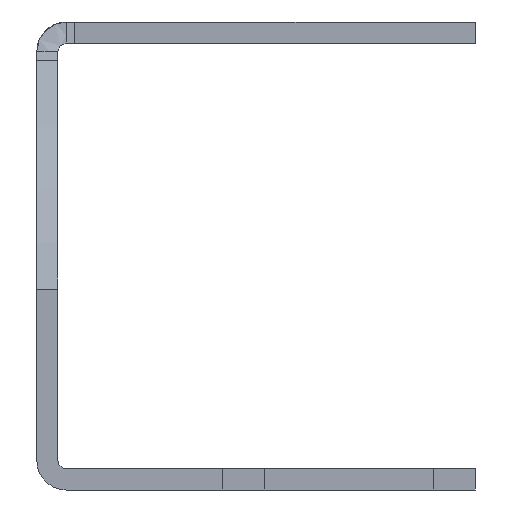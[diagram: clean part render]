
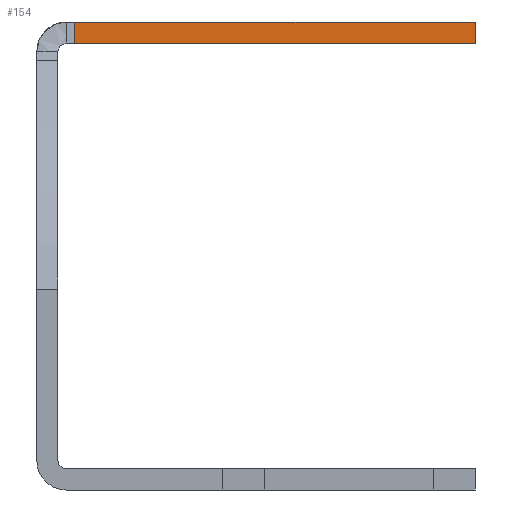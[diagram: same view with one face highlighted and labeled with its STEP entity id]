
A CAD part, left-side view. The second image highlights one B-rep face of the part: STEP entity #154.
In plain terms, the highlighted planar face has unit normal (-1, 0, 0).
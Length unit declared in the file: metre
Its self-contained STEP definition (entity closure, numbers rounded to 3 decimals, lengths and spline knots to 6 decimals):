
#154=ADVANCED_FACE('0:712',(#564),#565,.T.);
#564=FACE_OUTER_BOUND('',#1266,.T.);
#565=PLANE('',#1267);
#1266=EDGE_LOOP('',(#2692,#2693,#2694,#2695));
#1267=AXIS2_PLACEMENT_3D('',#2696,#2697,#2698);
#2692=ORIENTED_EDGE('',*,*,#4583,.F.);
#2693=ORIENTED_EDGE('',*,*,#4706,.T.);
#2694=ORIENTED_EDGE('',*,*,#4707,.T.);
#2695=ORIENTED_EDGE('',*,*,#4515,.F.);
#2696=CARTESIAN_POINT('',(0.025683,0.,0.0505));
#2697=DIRECTION('',(-1.0,0.0,0.0));
#2698=DIRECTION('',(0.0,0.,1.));
#4515=EDGE_CURVE('0:2716',#5496,#5498,#5499,.T.);
#4583=EDGE_CURVE('0:2722',#5629,#5496,#5631,.T.);
#4706=EDGE_CURVE('0:2725',#5629,#5814,#5815,.T.);
#4707=EDGE_CURVE('0:2728',#5814,#5498,#5816,.T.);
#5496=VERTEX_POINT('',#6975);
#5498=VERTEX_POINT('',#6978);
#5499=LINE('',#6979,#6980);
#5629=VERTEX_POINT('',#7174);
#5631=LINE('',#7177,#7178);
#5814=VERTEX_POINT('',#7481);
#5815=LINE('',#7482,#7483);
#5816=LINE('',#7484,#7485);
#6975=CARTESIAN_POINT('',(0.025683,0.0475,0.0505));
#6978=CARTESIAN_POINT('',(0.025683,0.0475,0.053));
#6979=CARTESIAN_POINT('',(0.025683,0.0475,0.0505));
#6980=VECTOR('',#8991,1.0);
#7174=CARTESIAN_POINT('',(0.025683,0.,0.0505));
#7177=CARTESIAN_POINT('',(0.025683,0.,0.0505));
#7178=VECTOR('',#9063,1.0);
#7481=CARTESIAN_POINT('',(0.025683,0.,0.053));
#7482=CARTESIAN_POINT('',(0.025683,0.,0.0505));
#7483=VECTOR('',#9190,1.0);
#7484=CARTESIAN_POINT('',(0.025683,0.,0.053));
#7485=VECTOR('',#9191,1.0);
#8991=DIRECTION('',(0.0,0.,1.));
#9063=DIRECTION('',(0.0,1.,0.));
#9190=DIRECTION('',(0.0,0.,1.));
#9191=DIRECTION('',(0.0,1.,0.));
